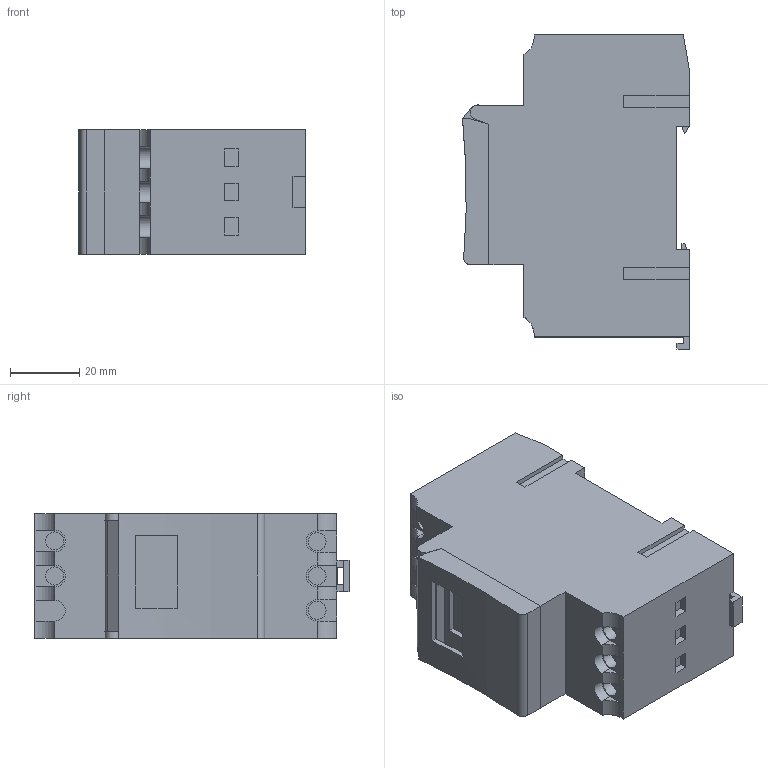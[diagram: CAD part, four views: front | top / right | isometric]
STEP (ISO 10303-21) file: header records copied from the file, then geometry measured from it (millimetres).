
FILE_DESCRIPTION (( 'STEP AP214' ), '1' );
FILE_NAME ('òàéìåð.STEP', '2017-03-14T20:27:49', ( '' ), ( '' ), 'SwSTEP 2.0', 'SolidWorks 2014', '' );
FILE_SCHEMA (( 'AUTOMOTIVE_DESIGN' ));
Length unit declared in the file: millimetre
Products named in the file (1): 蠉濇歑
Bounding box: 65.4 x 90.5 x 36 mm (x, y, z)
Volume: 162586.1 mm3; surface area: 26091.7 mm2
Topology: 2 solids, 2 shells, 212 faces, 537 edges, 352 vertices
Faces by surface type: plane 182, cylinder 30
Full cylindrical faces by diameter (mm): 1.243 x1, 2.212 x1, 2.667 x1, 5.2 x5
Entity records: 8630 total; most frequent: CARTESIAN_POINT 1094, ORIENTED_EDGE 1058, DIRECTION 1021, EDGE_CURVE 529, VECTOR 463, LINE 463, VERTEX_POINT 352, AXIS2_PLACEMENT_3D 279
